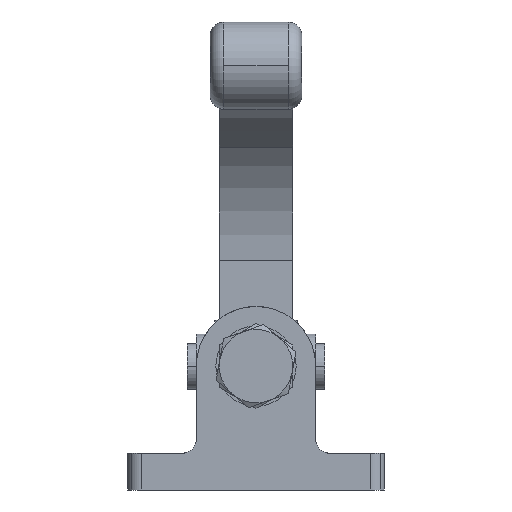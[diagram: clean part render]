
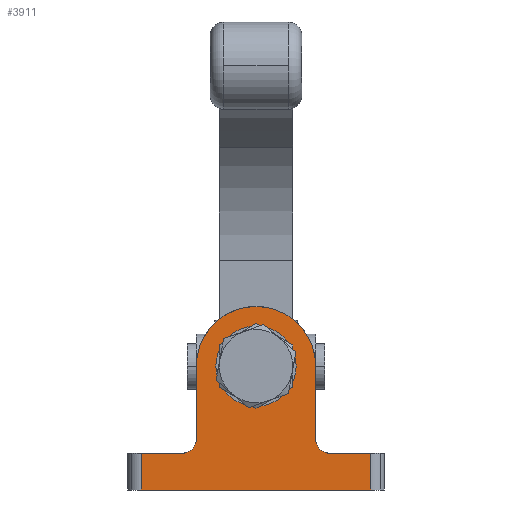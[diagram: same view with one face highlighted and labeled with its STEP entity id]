
A CAD part, left-side view. The second image highlights one B-rep face of the part: STEP entity #3911.
In plain terms, the highlighted planar face has unit normal (-1, 0, 0).
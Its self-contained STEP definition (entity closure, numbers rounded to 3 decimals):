
#1970=CARTESIAN_POINT('',(0.0,0.,40.));
#1971=VERTEX_POINT('',#1970);
#1980=CARTESIAN_POINT('',(0.0,-13.,27.));
#1981=VERTEX_POINT('',#1980);
#1982=CARTESIAN_POINT('',(0.0,0.,27.));
#1983=DIRECTION('',(-1.0,0.0,0.0));
#1984=DIRECTION('',(0.0,0.0,1.0));
#1985=AXIS2_PLACEMENT_3D('',#1982,#1983,#1984);
#1986=CIRCLE('',#1985,13.0);
#1987=EDGE_CURVE('',#1981,#1971,#1986,.T.);
#2264=CARTESIAN_POINT('',(0.0,-13.879,8.879));
#2265=VERTEX_POINT('',#2264);
#2274=CARTESIAN_POINT('',(0.0,-16.,8.0));
#2275=VERTEX_POINT('',#2274);
#2276=CARTESIAN_POINT('',(0.0,-16.,11.0));
#2277=DIRECTION('',(1.,0.0,0.0));
#2278=DIRECTION('',(0.0,0.707,-0.707));
#2279=AXIS2_PLACEMENT_3D('',#2276,#2277,#2278);
#2280=CIRCLE('',#2279,3.0);
#2281=EDGE_CURVE('',#2275,#2265,#2280,.T.);
#2308=CARTESIAN_POINT('',(0.0,13.879,8.879));
#2309=VERTEX_POINT('',#2308);
#2325=CARTESIAN_POINT('',(0.0,16.,8.0));
#2326=VERTEX_POINT('',#2325);
#2333=CARTESIAN_POINT('',(0.0,16.,11.0));
#2334=DIRECTION('',(1.,0.0,0.0));
#2335=DIRECTION('',(0.0,-0.707,-0.707));
#2336=AXIS2_PLACEMENT_3D('',#2333,#2334,#2335);
#2337=CIRCLE('',#2336,3.0);
#2338=EDGE_CURVE('',#2309,#2326,#2337,.T.);
#2568=CARTESIAN_POINT('',(0.0,25.,0.0));
#2569=VERTEX_POINT('',#2568);
#2577=CARTESIAN_POINT('',(0.0,25.,8.0));
#2578=VERTEX_POINT('',#2577);
#2579=CARTESIAN_POINT('',(0.0,25.,0.0));
#2580=DIRECTION('',(0.0,0.0,1.0));
#2581=VECTOR('',#2580,8.0);
#2582=LINE('',#2579,#2581);
#2583=EDGE_CURVE('',#2569,#2578,#2582,.T.);
#3028=CARTESIAN_POINT('',(0.0,8.75,27.));
#3029=VERTEX_POINT('',#3028);
#3045=CARTESIAN_POINT('',(0.0,-8.75,27.));
#3046=VERTEX_POINT('',#3045);
#3053=CARTESIAN_POINT('',(0.0,0.,27.));
#3054=DIRECTION('',(1.0,0.0,0.0));
#3055=DIRECTION('',(0.0,1.0,0.0));
#3056=AXIS2_PLACEMENT_3D('',#3053,#3054,#3055);
#3057=CIRCLE('',#3056,8.75);
#3058=EDGE_CURVE('',#3029,#3046,#3057,.T.);
#3135=CARTESIAN_POINT('',(0.0,0.,27.));
#3136=DIRECTION('',(1.0,0.0,0.0));
#3137=DIRECTION('',(0.0,1.0,0.0));
#3138=AXIS2_PLACEMENT_3D('',#3135,#3136,#3137);
#3139=CIRCLE('',#3138,8.75);
#3140=EDGE_CURVE('',#3046,#3029,#3139,.T.);
#3441=CARTESIAN_POINT('',(0.0,-25.0,8.0));
#3442=VERTEX_POINT('',#3441);
#3443=CARTESIAN_POINT('',(0.0,-25.0,8.0));
#3444=DIRECTION('',(0.0,1.0,0.0));
#3445=VECTOR('',#3444,9.);
#3446=LINE('',#3443,#3445);
#3447=EDGE_CURVE('',#3442,#2275,#3446,.T.);
#3738=CARTESIAN_POINT('',(0.0,16.,8.0));
#3739=DIRECTION('',(0.0,1.0,0.0));
#3740=VECTOR('',#3739,9.);
#3741=LINE('',#3738,#3740);
#3742=EDGE_CURVE('',#2326,#2578,#3741,.T.);
#3841=CARTESIAN_POINT('',(0.0,0.,22.));
#3842=DIRECTION('',(1.0,0.0,0.0));
#3843=DIRECTION('',(0.0,1.0,0.0));
#3844=AXIS2_PLACEMENT_3D('',#3841,#3842,#3843);
#3845=PLANE('',#3844);
#3846=ORIENTED_EDGE('',*,*,#2583,.F.);
#3847=CARTESIAN_POINT('',(0.0,-25.0,0.0));
#3848=VERTEX_POINT('',#3847);
#3849=CARTESIAN_POINT('',(0.0,-25.0,0.0));
#3850=DIRECTION('',(0.0,1.0,0.0));
#3851=VECTOR('',#3850,50.);
#3852=LINE('',#3849,#3851);
#3853=EDGE_CURVE('',#3848,#2569,#3852,.T.);
#3854=ORIENTED_EDGE('',*,*,#3853,.F.);
#3855=CARTESIAN_POINT('',(0.0,-25.0,8.0));
#3856=DIRECTION('',(0.0,0.0,-1.0));
#3857=VECTOR('',#3856,8.0);
#3858=LINE('',#3855,#3857);
#3859=EDGE_CURVE('',#3442,#3848,#3858,.T.);
#3860=ORIENTED_EDGE('',*,*,#3859,.F.);
#3861=ORIENTED_EDGE('',*,*,#3447,.T.);
#3862=ORIENTED_EDGE('',*,*,#2281,.T.);
#3863=CARTESIAN_POINT('',(0.0,-13.,11.0));
#3864=VERTEX_POINT('',#3863);
#3865=CARTESIAN_POINT('',(0.0,-16.,11.0));
#3866=DIRECTION('',(1.,0.0,0.0));
#3867=DIRECTION('',(0.0,0.707,-0.707));
#3868=AXIS2_PLACEMENT_3D('',#3865,#3866,#3867);
#3869=CIRCLE('',#3868,3.0);
#3870=EDGE_CURVE('',#2265,#3864,#3869,.T.);
#3871=ORIENTED_EDGE('',*,*,#3870,.T.);
#3872=CARTESIAN_POINT('',(0.0,-13.,11.0));
#3873=DIRECTION('',(0.0,0.0,1.0));
#3874=VECTOR('',#3873,16.);
#3875=LINE('',#3872,#3874);
#3876=EDGE_CURVE('',#3864,#1981,#3875,.T.);
#3877=ORIENTED_EDGE('',*,*,#3876,.T.);
#3878=ORIENTED_EDGE('',*,*,#1987,.T.);
#3879=CARTESIAN_POINT('',(0.0,13.,27.));
#3880=VERTEX_POINT('',#3879);
#3881=CARTESIAN_POINT('',(0.0,0.,27.));
#3882=DIRECTION('',(-1.0,0.0,0.0));
#3883=DIRECTION('',(0.0,0.0,1.0));
#3884=AXIS2_PLACEMENT_3D('',#3881,#3882,#3883);
#3885=CIRCLE('',#3884,13.0);
#3886=EDGE_CURVE('',#1971,#3880,#3885,.T.);
#3887=ORIENTED_EDGE('',*,*,#3886,.T.);
#3888=CARTESIAN_POINT('',(0.0,13.,11.0));
#3889=VERTEX_POINT('',#3888);
#3890=CARTESIAN_POINT('',(0.0,13.,27.));
#3891=DIRECTION('',(0.0,0.0,-1.0));
#3892=VECTOR('',#3891,16.);
#3893=LINE('',#3890,#3892);
#3894=EDGE_CURVE('',#3880,#3889,#3893,.T.);
#3895=ORIENTED_EDGE('',*,*,#3894,.T.);
#3896=CARTESIAN_POINT('',(0.0,16.,11.0));
#3897=DIRECTION('',(1.,0.0,0.0));
#3898=DIRECTION('',(0.0,-0.707,-0.707));
#3899=AXIS2_PLACEMENT_3D('',#3896,#3897,#3898);
#3900=CIRCLE('',#3899,3.0);
#3901=EDGE_CURVE('',#3889,#2309,#3900,.T.);
#3902=ORIENTED_EDGE('',*,*,#3901,.T.);
#3903=ORIENTED_EDGE('',*,*,#2338,.T.);
#3904=ORIENTED_EDGE('',*,*,#3742,.T.);
#3905=EDGE_LOOP('',(#3846,#3854,#3860,#3861,#3862,#3871,#3877,#3878,#3887,#3895,#3902,#3903,#3904));
#3906=FACE_OUTER_BOUND('',#3905,.T.);
#3907=ORIENTED_EDGE('',*,*,#3140,.T.);
#3908=ORIENTED_EDGE('',*,*,#3058,.T.);
#3909=EDGE_LOOP('',(#3907,#3908));
#3910=FACE_BOUND('',#3909,.T.);
#3911=ADVANCED_FACE('',(#3906,#3910),#3845,.F.);
